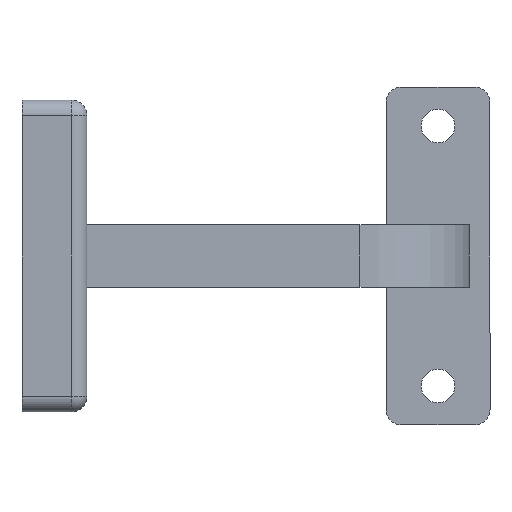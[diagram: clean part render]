
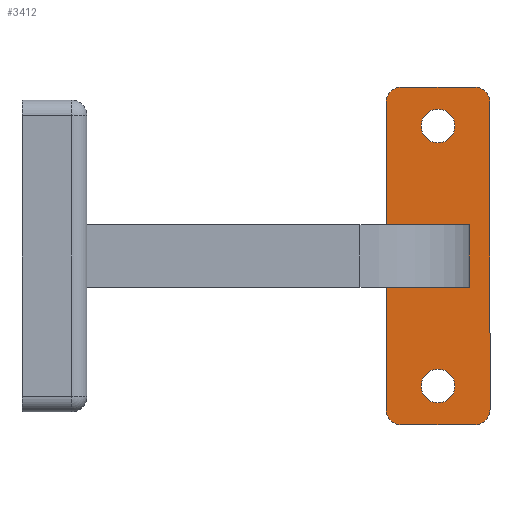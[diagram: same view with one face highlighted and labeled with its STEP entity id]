
A CAD part, front view. The second image highlights one B-rep face of the part: STEP entity #3412.
In plain terms, the highlighted planar face has unit normal (0, -1, 0).
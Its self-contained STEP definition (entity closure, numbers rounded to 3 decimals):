
#8 = AXIS2_PLACEMENT_3D ( 'NONE', #4856, #2723, #4024 ) ;
#61 = DIRECTION ( 'NONE',  ( 0., 1., 0. ) ) ;
#96 = VECTOR ( 'NONE', #778, 1000. ) ;
#124 = AXIS2_PLACEMENT_3D ( 'NONE', #4811, #3930, #3560 ) ;
#175 = DIRECTION ( 'NONE',  ( 0., 0., -1. ) ) ;
#289 = CIRCLE ( 'NONE', #124, 3.25 ) ;
#296 = CARTESIAN_POINT ( 'NONE',  ( -32.5, -1.5, -10. ) ) ;
#311 = ORIENTED_EDGE ( 'NONE', *, *, #4987, .T. ) ;
#324 = VERTEX_POINT ( 'NONE', #4211 ) ;
#387 = AXIS2_PLACEMENT_3D ( 'NONE', #4061, #1557, #1974 ) ;
#418 = CIRCLE ( 'NONE', #2323, 3.5 ) ;
#436 = EDGE_CURVE ( 'NONE', #5257, #5160, #4513, .T. ) ;
#481 = VECTOR ( 'NONE', #1463, 1000. ) ;
#531 = AXIS2_PLACEMENT_3D ( 'NONE', #4280, #587, #5143 ) ;
#587 = DIRECTION ( 'NONE',  ( 0., -1., 0. ) ) ;
#627 = FACE_OUTER_BOUND ( 'NONE', #4684, .T. ) ;
#661 = DIRECTION ( 'NONE',  ( 0., 0., 1. ) ) ;
#680 = EDGE_CURVE ( 'NONE', #5257, #3497, #3437, .T. ) ;
#687 = VERTEX_POINT ( 'NONE', #1046 ) ;
#708 = PLANE ( 'NONE',  #8 ) ;
#718 = EDGE_LOOP ( 'NONE', ( #311, #1247 ) ) ;
#721 = DIRECTION ( 'NONE',  ( 0., 0., 1. ) ) ;
#733 = EDGE_CURVE ( 'NONE', #4415, #3497, #1287, .T. ) ;
#737 = CIRCLE ( 'NONE', #387, 3.5 ) ;
#778 = DIRECTION ( 'NONE',  ( 1., 0., 0. ) ) ;
#843 = ORIENTED_EDGE ( 'NONE', *, *, #680, .T. ) ;
#916 = VECTOR ( 'NONE', #2741, 1000. ) ;
#992 = VERTEX_POINT ( 'NONE', #3403 ) ;
#1046 = CARTESIAN_POINT ( 'NONE',  ( -25., -1.5, 3.25 ) ) ;
#1055 = CIRCLE ( 'NONE', #531, 3. ) ;
#1085 = EDGE_CURVE ( 'NONE', #4415, #2348, #1055, .T. ) ;
#1193 = CIRCLE ( 'NONE', #3756, 3.25 ) ;
#1201 = EDGE_CURVE ( 'NONE', #992, #1937, #3248, .T. ) ;
#1242 = ORIENTED_EDGE ( 'NONE', *, *, #3491, .T. ) ;
#1247 = ORIENTED_EDGE ( 'NONE', *, *, #2137, .T. ) ;
#1287 = LINE ( 'NONE', #1594, #96 ) ;
#1325 = CARTESIAN_POINT ( 'NONE',  ( 25., -1.5, -3.25 ) ) ;
#1443 = FACE_BOUND ( 'NONE', #2184, .T. ) ;
#1463 = DIRECTION ( 'NONE',  ( -1., 0., 0. ) ) ;
#1517 = CARTESIAN_POINT ( 'NONE',  ( -25., -1.5, 0. ) ) ;
#1557 = DIRECTION ( 'NONE',  ( 0., 1., 0. ) ) ;
#1562 = CARTESIAN_POINT ( 'NONE',  ( 25., -1.5, 3.25 ) ) ;
#1594 = CARTESIAN_POINT ( 'NONE',  ( -32.5, -1.5, 10. ) ) ;
#1600 = DIRECTION ( 'NONE',  ( 0., 0., 1. ) ) ;
#1602 = ORIENTED_EDGE ( 'NONE', *, *, #3882, .T. ) ;
#1697 = FACE_BOUND ( 'NONE', #718, .T. ) ;
#1755 = CARTESIAN_POINT ( 'NONE',  ( -32.5, -1.5, 7. ) ) ;
#1803 = CIRCLE ( 'NONE', #4083, 3.25 ) ;
#1832 = CARTESIAN_POINT ( 'NONE',  ( -32.5, -1.5, -10. ) ) ;
#1844 = EDGE_CURVE ( 'NONE', #3438, #2348, #2849, .T. ) ;
#1937 = VERTEX_POINT ( 'NONE', #2830 ) ;
#1958 = EDGE_CURVE ( 'NONE', #324, #4490, #418, .T. ) ;
#1974 = DIRECTION ( 'NONE',  ( 0., 0., 1. ) ) ;
#2044 = ORIENTED_EDGE ( 'NONE', *, *, #1844, .F. ) ;
#2137 = EDGE_CURVE ( 'NONE', #4082, #3861, #1193, .T. ) ;
#2184 = EDGE_LOOP ( 'NONE', ( #4596, #3899 ) ) ;
#2231 = DIRECTION ( 'NONE',  ( 0., 0., 1. ) ) ;
#2237 = DIRECTION ( 'NONE',  ( 0., 0., 1. ) ) ;
#2247 = DIRECTION ( 'NONE',  ( 0., -1., 0. ) ) ;
#2292 = AXIS2_PLACEMENT_3D ( 'NONE', #2302, #4381, #661 ) ;
#2302 = CARTESIAN_POINT ( 'NONE',  ( -25., -1.5, 0. ) ) ;
#2311 = CIRCLE ( 'NONE', #3133, 3. ) ;
#2323 = AXIS2_PLACEMENT_3D ( 'NONE', #3195, #4084, #1600 ) ;
#2340 = DIRECTION ( 'NONE',  ( 0., 1., 0. ) ) ;
#2348 = VERTEX_POINT ( 'NONE', #1755 ) ;
#2440 = CARTESIAN_POINT ( 'NONE',  ( 25., -1.5, 0. ) ) ;
#2613 = AXIS2_PLACEMENT_3D ( 'NONE', #4816, #3897, #2237 ) ;
#2627 = EDGE_CURVE ( 'NONE', #4490, #324, #737, .T. ) ;
#2665 = CARTESIAN_POINT ( 'NONE',  ( -29.5, -1.5, 10. ) ) ;
#2715 = CARTESIAN_POINT ( 'NONE',  ( -29.5, -1.5, -7. ) ) ;
#2723 = DIRECTION ( 'NONE',  ( 0., 1., 0. ) ) ;
#2741 = DIRECTION ( 'NONE',  ( 0., 0., 1. ) ) ;
#2753 = ORIENTED_EDGE ( 'NONE', *, *, #1201, .F. ) ;
#2803 = FACE_BOUND ( 'NONE', #3656, .T. ) ;
#2830 = CARTESIAN_POINT ( 'NONE',  ( -29.5, -1.5, -10. ) ) ;
#2849 = LINE ( 'NONE', #296, #916 ) ;
#2850 = DIRECTION ( 'NONE',  ( 0., -1., 0. ) ) ;
#2945 = ORIENTED_EDGE ( 'NONE', *, *, #1085, .T. ) ;
#3041 = CARTESIAN_POINT ( 'NONE',  ( 32.5, -1.5, -10. ) ) ;
#3133 = AXIS2_PLACEMENT_3D ( 'NONE', #2715, #2247, #2231 ) ;
#3190 = CARTESIAN_POINT ( 'NONE',  ( 32.5, -1.5, -7. ) ) ;
#3195 = CARTESIAN_POINT ( 'NONE',  ( 0., -1.5, 0. ) ) ;
#3248 = LINE ( 'NONE', #1832, #481 ) ;
#3253 = CARTESIAN_POINT ( 'NONE',  ( 29.5, -1.5, -7. ) ) ;
#3293 = CIRCLE ( 'NONE', #2292, 3.25 ) ;
#3322 = DIRECTION ( 'NONE',  ( 0., 0., -1. ) ) ;
#3403 = CARTESIAN_POINT ( 'NONE',  ( 29.5, -1.5, -10. ) ) ;
#3412 = ADVANCED_FACE ( 'NONE', ( #627, #1443, #1697, #2803 ), #708, .F. ) ;
#3432 = EDGE_CURVE ( 'NONE', #4268, #687, #1803, .T. ) ;
#3437 = CIRCLE ( 'NONE', #2613, 3. ) ;
#3438 = VERTEX_POINT ( 'NONE', #4872 ) ;
#3491 = EDGE_CURVE ( 'NONE', #992, #5160, #4937, .T. ) ;
#3497 = VERTEX_POINT ( 'NONE', #4939 ) ;
#3560 = DIRECTION ( 'NONE',  ( 0., 0., -1. ) ) ;
#3656 = EDGE_LOOP ( 'NONE', ( #5337, #3697 ) ) ;
#3697 = ORIENTED_EDGE ( 'NONE', *, *, #2627, .T. ) ;
#3756 = AXIS2_PLACEMENT_3D ( 'NONE', #2440, #61, #3322 ) ;
#3808 = ORIENTED_EDGE ( 'NONE', *, *, #436, .F. ) ;
#3861 = VERTEX_POINT ( 'NONE', #1325 ) ;
#3873 = EDGE_CURVE ( 'NONE', #687, #4268, #3293, .T. ) ;
#3882 = EDGE_CURVE ( 'NONE', #3438, #1937, #2311, .T. ) ;
#3897 = DIRECTION ( 'NONE',  ( 0., -1., 0. ) ) ;
#3899 = ORIENTED_EDGE ( 'NONE', *, *, #3873, .T. ) ;
#3930 = DIRECTION ( 'NONE',  ( 0., 1., 0. ) ) ;
#4024 = DIRECTION ( 'NONE',  ( 0., 0., 1. ) ) ;
#4061 = CARTESIAN_POINT ( 'NONE',  ( 0., -1.5, 0. ) ) ;
#4082 = VERTEX_POINT ( 'NONE', #1562 ) ;
#4083 = AXIS2_PLACEMENT_3D ( 'NONE', #1517, #2340, #721 ) ;
#4084 = DIRECTION ( 'NONE',  ( 0., 1., 0. ) ) ;
#4134 = CARTESIAN_POINT ( 'NONE',  ( 32.5, -1.5, 7. ) ) ;
#4187 = CARTESIAN_POINT ( 'NONE',  ( -25., -1.5, -3.25 ) ) ;
#4211 = CARTESIAN_POINT ( 'NONE',  ( 0., -1.5, -3.5 ) ) ;
#4268 = VERTEX_POINT ( 'NONE', #4187 ) ;
#4280 = CARTESIAN_POINT ( 'NONE',  ( -29.5, -1.5, 7. ) ) ;
#4381 = DIRECTION ( 'NONE',  ( 0., 1., 0. ) ) ;
#4415 = VERTEX_POINT ( 'NONE', #2665 ) ;
#4490 = VERTEX_POINT ( 'NONE', #5244 ) ;
#4513 = LINE ( 'NONE', #3041, #5146 ) ;
#4596 = ORIENTED_EDGE ( 'NONE', *, *, #3432, .T. ) ;
#4684 = EDGE_LOOP ( 'NONE', ( #2044, #1602, #2753, #1242, #3808, #843, #4904, #2945 ) ) ;
#4811 = CARTESIAN_POINT ( 'NONE',  ( 25., -1.5, 0. ) ) ;
#4816 = CARTESIAN_POINT ( 'NONE',  ( 29.5, -1.5, 7. ) ) ;
#4856 = CARTESIAN_POINT ( 'NONE',  ( 0., -1.5, 0. ) ) ;
#4872 = CARTESIAN_POINT ( 'NONE',  ( -32.5, -1.5, -7. ) ) ;
#4904 = ORIENTED_EDGE ( 'NONE', *, *, #733, .F. ) ;
#4920 = AXIS2_PLACEMENT_3D ( 'NONE', #3253, #2850, #4960 ) ;
#4937 = CIRCLE ( 'NONE', #4920, 3. ) ;
#4939 = CARTESIAN_POINT ( 'NONE',  ( 29.5, -1.5, 10. ) ) ;
#4960 = DIRECTION ( 'NONE',  ( 0., 0., 1. ) ) ;
#4987 = EDGE_CURVE ( 'NONE', #3861, #4082, #289, .T. ) ;
#5143 = DIRECTION ( 'NONE',  ( 0., 0., 1. ) ) ;
#5146 = VECTOR ( 'NONE', #175, 1000. ) ;
#5160 = VERTEX_POINT ( 'NONE', #3190 ) ;
#5244 = CARTESIAN_POINT ( 'NONE',  ( 0., -1.5, 3.5 ) ) ;
#5257 = VERTEX_POINT ( 'NONE', #4134 ) ;
#5337 = ORIENTED_EDGE ( 'NONE', *, *, #1958, .T. ) ;
